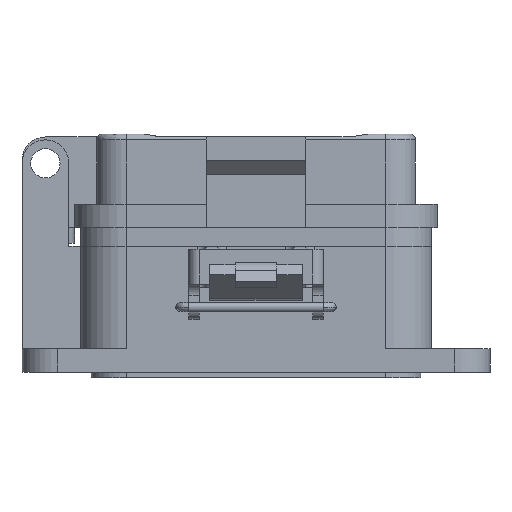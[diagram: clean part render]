
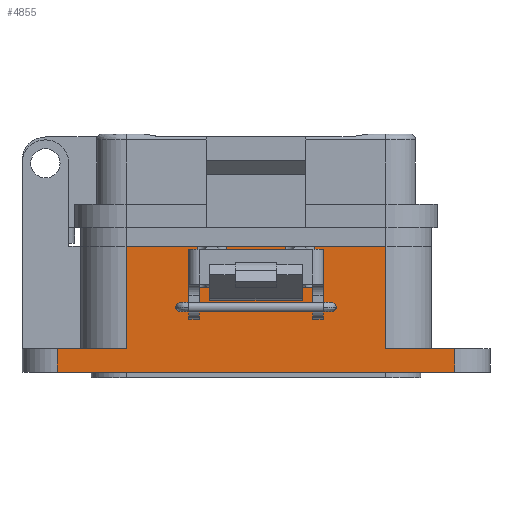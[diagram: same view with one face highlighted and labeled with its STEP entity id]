
A CAD part, front view. The second image highlights one B-rep face of the part: STEP entity #4855.
In plain terms, the highlighted planar face has unit normal (0, -1, 0).
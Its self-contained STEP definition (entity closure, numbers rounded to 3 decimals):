
#112 = VERTEX_POINT ( 'NONE', #11207 ) ;
#488 = CARTESIAN_POINT ( 'NONE',  ( 22.358, -15.056, -39.279 ) ) ;
#876 = CARTESIAN_POINT ( 'NONE',  ( -10.071, -15.056, -28.704 ) ) ;
#1000 = VECTOR ( 'NONE', #13782, 1000. ) ;
#1186 = VERTEX_POINT ( 'NONE', #12663 ) ;
#1557 = ORIENTED_EDGE ( 'NONE', *, *, #11048, .T. ) ;
#1724 = LINE ( 'NONE', #10692, #19910 ) ;
#1768 = DIRECTION ( 'NONE',  ( 0., 0., 1. ) ) ;
#1822 = DIRECTION ( 'NONE',  ( -1., 0., 0. ) ) ;
#2030 = CARTESIAN_POINT ( 'NONE',  ( 0., -15.056, -43.307 ) ) ;
#2139 = VERTEX_POINT ( 'NONE', #15446 ) ;
#2205 = VERTEX_POINT ( 'NONE', #7525 ) ;
#2305 = CARTESIAN_POINT ( 'NONE',  ( -34.243, -15.056, -43.307 ) ) ;
#2439 = VECTOR ( 'NONE', #11122, 1000. ) ;
#2582 = CARTESIAN_POINT ( 'NONE',  ( 10.071, -15.056, -21.654 ) ) ;
#2634 = EDGE_CURVE ( 'NONE', #112, #19550, #6743, .T. ) ;
#2872 = CARTESIAN_POINT ( 'NONE',  ( 34.243, -15.056, -43.307 ) ) ;
#3036 = VERTEX_POINT ( 'NONE', #10103 ) ;
#3259 = EDGE_CURVE ( 'NONE', #14006, #1186, #15232, .T. ) ;
#3279 = CARTESIAN_POINT ( 'NONE',  ( 10.071, -15.056, -21.654 ) ) ;
#3552 = EDGE_CURVE ( 'NONE', #1186, #9100, #1724, .T. ) ;
#4245 = ORIENTED_EDGE ( 'NONE', *, *, #14988, .T. ) ;
#4571 = DIRECTION ( 'NONE',  ( -1., 0., 0. ) ) ;
#4752 = ORIENTED_EDGE ( 'NONE', *, *, #12472, .T. ) ;
#4847 = VECTOR ( 'NONE', #1822, 1000. ) ;
#4855 = ADVANCED_FACE ( 'NONE', ( #17809 ), #19252, .T. ) ;
#5072 = LINE ( 'NONE', #2030, #18558 ) ;
#5227 = DIRECTION ( 'NONE',  ( 0., 0., -1. ) ) ;
#5260 = CARTESIAN_POINT ( 'NONE',  ( 10.071, -15.056, -21.654 ) ) ;
#5297 = EDGE_CURVE ( 'NONE', #19691, #17422, #19444, .T. ) ;
#5675 = LINE ( 'NONE', #3279, #1000 ) ;
#6210 = LINE ( 'NONE', #18895, #15565 ) ;
#6237 = ORIENTED_EDGE ( 'NONE', *, *, #20287, .T. ) ;
#6285 = VERTEX_POINT ( 'NONE', #11954 ) ;
#6325 = LINE ( 'NONE', #13536, #15123 ) ;
#6620 = ORIENTED_EDGE ( 'NONE', *, *, #20503, .T. ) ;
#6693 = VERTEX_POINT ( 'NONE', #18011 ) ;
#6743 = LINE ( 'NONE', #20217, #15529 ) ;
#7029 = DIRECTION ( 'NONE',  ( 1., 0., 0. ) ) ;
#7110 = VECTOR ( 'NONE', #16964, 1000. ) ;
#7124 = LINE ( 'NONE', #16303, #2439 ) ;
#7525 = CARTESIAN_POINT ( 'NONE',  ( 22.358, -15.056, -21.654 ) ) ;
#8154 = ORIENTED_EDGE ( 'NONE', *, *, #13917, .T. ) ;
#8242 = DIRECTION ( 'NONE',  ( 0., 0., -1. ) ) ;
#8248 = VECTOR ( 'NONE', #5227, 1000. ) ;
#8285 = ORIENTED_EDGE ( 'NONE', *, *, #2634, .T. ) ;
#8351 = DIRECTION ( 'NONE',  ( -1., 0., 0. ) ) ;
#9100 = VERTEX_POINT ( 'NONE', #11249 ) ;
#9275 = LINE ( 'NONE', #19974, #12285 ) ;
#9745 = VECTOR ( 'NONE', #1768, 1000. ) ;
#10103 = CARTESIAN_POINT ( 'NONE',  ( -22.358, -15.056, -39.279 ) ) ;
#10208 = CARTESIAN_POINT ( 'NONE',  ( 10.071, -15.056, -39.279 ) ) ;
#10692 = CARTESIAN_POINT ( 'NONE',  ( -5.036, -15.056, -21.654 ) ) ;
#10695 = CARTESIAN_POINT ( 'NONE',  ( 5.036, -15.056, -28.704 ) ) ;
#11048 = EDGE_CURVE ( 'NONE', #6693, #21556, #15662, .T. ) ;
#11122 = DIRECTION ( 'NONE',  ( 0., 0., 1. ) ) ;
#11207 = CARTESIAN_POINT ( 'NONE',  ( -10.071, -15.056, -21.654 ) ) ;
#11217 = LINE ( 'NONE', #2872, #7110 ) ;
#11249 = CARTESIAN_POINT ( 'NONE',  ( -5.036, -15.056, -28.704 ) ) ;
#11573 = CARTESIAN_POINT ( 'NONE',  ( 10.071, -15.056, -28.704 ) ) ;
#11954 = CARTESIAN_POINT ( 'NONE',  ( 10.071, -15.056, -21.654 ) ) ;
#11971 = DIRECTION ( 'NONE',  ( -1., 0., 0. ) ) ;
#12177 = AXIS2_PLACEMENT_3D ( 'NONE', #5260, #17564, #7029 ) ;
#12285 = VECTOR ( 'NONE', #12952, 1000. ) ;
#12465 = DIRECTION ( 'NONE',  ( 0., 0., -1. ) ) ;
#12472 = EDGE_CURVE ( 'NONE', #3036, #19691, #18335, .T. ) ;
#12568 = DIRECTION ( 'NONE',  ( 1., 0., 0. ) ) ;
#12663 = CARTESIAN_POINT ( 'NONE',  ( -5.036, -15.056, -21.654 ) ) ;
#12938 = EDGE_CURVE ( 'NONE', #16433, #21679, #22732, .T. ) ;
#12952 = DIRECTION ( 'NONE',  ( 0., 0., 1. ) ) ;
#13155 = EDGE_CURVE ( 'NONE', #17422, #2139, #5072, .T. ) ;
#13430 = CARTESIAN_POINT ( 'NONE',  ( -34.243, -15.056, -21.654 ) ) ;
#13536 = CARTESIAN_POINT ( 'NONE',  ( 10.071, -15.056, -21.654 ) ) ;
#13782 = DIRECTION ( 'NONE',  ( 0., 0., -1. ) ) ;
#13917 = EDGE_CURVE ( 'NONE', #2205, #6285, #6325, .T. ) ;
#14006 = VERTEX_POINT ( 'NONE', #20823 ) ;
#14069 = CARTESIAN_POINT ( 'NONE',  ( 22.358, -15.056, -21.654 ) ) ;
#14433 = VERTEX_POINT ( 'NONE', #876 ) ;
#14757 = VECTOR ( 'NONE', #8242, 1000. ) ;
#14898 = EDGE_CURVE ( 'NONE', #21556, #14006, #9275, .T. ) ;
#14937 = ORIENTED_EDGE ( 'NONE', *, *, #5297, .T. ) ;
#14988 = EDGE_CURVE ( 'NONE', #9100, #14433, #6210, .T. ) ;
#15033 = EDGE_CURVE ( 'NONE', #6285, #6693, #5675, .T. ) ;
#15123 = VECTOR ( 'NONE', #15336, 1000. ) ;
#15232 = LINE ( 'NONE', #2582, #19936 ) ;
#15266 = VECTOR ( 'NONE', #11971, 1000. ) ;
#15336 = DIRECTION ( 'NONE',  ( -1., 0., 0. ) ) ;
#15446 = CARTESIAN_POINT ( 'NONE',  ( 34.243, -15.056, -43.307 ) ) ;
#15475 = CARTESIAN_POINT ( 'NONE',  ( -34.243, -15.056, -39.279 ) ) ;
#15529 = VECTOR ( 'NONE', #18676, 1000. ) ;
#15565 = VECTOR ( 'NONE', #8351, 1000. ) ;
#15582 = ORIENTED_EDGE ( 'NONE', *, *, #3552, .T. ) ;
#15594 = EDGE_CURVE ( 'NONE', #21679, #2205, #19092, .T. ) ;
#15662 = LINE ( 'NONE', #11573, #19813 ) ;
#15745 = CARTESIAN_POINT ( 'NONE',  ( -22.358, -15.056, -21.654 ) ) ;
#15973 = CARTESIAN_POINT ( 'NONE',  ( 10.071, -15.056, -39.279 ) ) ;
#16139 = CARTESIAN_POINT ( 'NONE',  ( 34.243, -15.056, -39.279 ) ) ;
#16303 = CARTESIAN_POINT ( 'NONE',  ( -10.071, -15.056, -21.654 ) ) ;
#16433 = VERTEX_POINT ( 'NONE', #16139 ) ;
#16546 = ORIENTED_EDGE ( 'NONE', *, *, #12938, .T. ) ;
#16667 = ORIENTED_EDGE ( 'NONE', *, *, #19540, .F. ) ;
#16674 = DIRECTION ( 'NONE',  ( -1., 0., 0. ) ) ;
#16964 = DIRECTION ( 'NONE',  ( 0., 0., -1. ) ) ;
#17422 = VERTEX_POINT ( 'NONE', #2305 ) ;
#17513 = ORIENTED_EDGE ( 'NONE', *, *, #3259, .T. ) ;
#17564 = DIRECTION ( 'NONE',  ( 0., -1., 0. ) ) ;
#17593 = LINE ( 'NONE', #15745, #8248 ) ;
#17809 = FACE_OUTER_BOUND ( 'NONE', #18040, .T. ) ;
#18011 = CARTESIAN_POINT ( 'NONE',  ( 10.071, -15.056, -28.704 ) ) ;
#18040 = EDGE_LOOP ( 'NONE', ( #8154, #21031, #1557, #19587, #17513, #15582, #4245, #6620, #8285, #6237, #4752, #14937, #18710, #16667, #16546, #18516 ) ) ;
#18335 = LINE ( 'NONE', #15973, #4847 ) ;
#18516 = ORIENTED_EDGE ( 'NONE', *, *, #15594, .T. ) ;
#18558 = VECTOR ( 'NONE', #12568, 1000. ) ;
#18676 = DIRECTION ( 'NONE',  ( -1., 0., 0. ) ) ;
#18710 = ORIENTED_EDGE ( 'NONE', *, *, #13155, .T. ) ;
#18895 = CARTESIAN_POINT ( 'NONE',  ( 10.071, -15.056, -28.704 ) ) ;
#19092 = LINE ( 'NONE', #14069, #9745 ) ;
#19252 = PLANE ( 'NONE',  #12177 ) ;
#19444 = LINE ( 'NONE', #13430, #14757 ) ;
#19540 = EDGE_CURVE ( 'NONE', #16433, #2139, #11217, .T. ) ;
#19550 = VERTEX_POINT ( 'NONE', #20409 ) ;
#19587 = ORIENTED_EDGE ( 'NONE', *, *, #14898, .T. ) ;
#19691 = VERTEX_POINT ( 'NONE', #15475 ) ;
#19813 = VECTOR ( 'NONE', #4571, 1000. ) ;
#19910 = VECTOR ( 'NONE', #12465, 1000. ) ;
#19936 = VECTOR ( 'NONE', #16674, 1000. ) ;
#19974 = CARTESIAN_POINT ( 'NONE',  ( 5.036, -15.056, -21.654 ) ) ;
#20217 = CARTESIAN_POINT ( 'NONE',  ( 10.071, -15.056, -21.654 ) ) ;
#20287 = EDGE_CURVE ( 'NONE', #19550, #3036, #17593, .T. ) ;
#20409 = CARTESIAN_POINT ( 'NONE',  ( -22.358, -15.056, -21.654 ) ) ;
#20503 = EDGE_CURVE ( 'NONE', #14433, #112, #7124, .T. ) ;
#20823 = CARTESIAN_POINT ( 'NONE',  ( 5.036, -15.056, -21.654 ) ) ;
#21031 = ORIENTED_EDGE ( 'NONE', *, *, #15033, .T. ) ;
#21556 = VERTEX_POINT ( 'NONE', #10695 ) ;
#21679 = VERTEX_POINT ( 'NONE', #488 ) ;
#22732 = LINE ( 'NONE', #10208, #15266 ) ;
